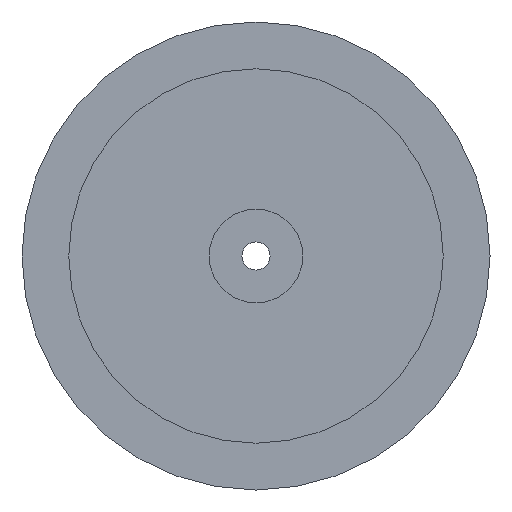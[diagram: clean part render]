
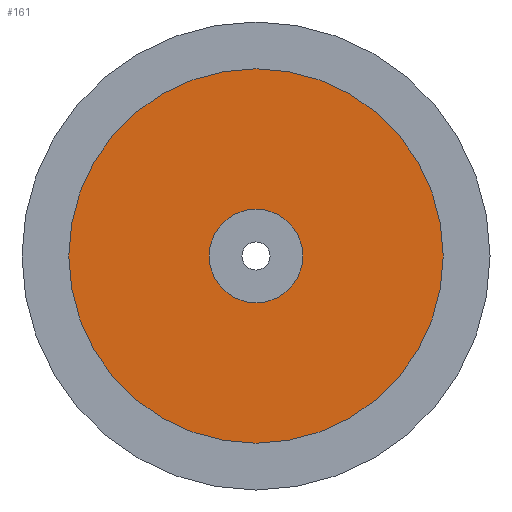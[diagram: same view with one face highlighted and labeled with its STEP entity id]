
A CAD part, front view. The second image highlights one B-rep face of the part: STEP entity #161.
In plain terms, the highlighted planar face has unit normal (0, -1, 0).
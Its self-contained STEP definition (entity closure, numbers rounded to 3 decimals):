
#18=FACE_BOUND('',#51,.T.);
#24=PLANE('',#197);
#35=FACE_OUTER_BOUND('',#50,.T.);
#50=EDGE_LOOP('',(#137));
#51=EDGE_LOOP('',(#138));
#74=CIRCLE('',#188,10.);
#78=CIRCLE('',#196,40.);
#86=VERTEX_POINT('',#276);
#90=VERTEX_POINT('',#290);
#101=EDGE_CURVE('',#86,#86,#74,.T.);
#107=EDGE_CURVE('',#90,#90,#78,.T.);
#137=ORIENTED_EDGE('',*,*,#107,.F.);
#138=ORIENTED_EDGE('',*,*,#101,.T.);
#161=ADVANCED_FACE('',(#35,#18),#24,.T.);
#188=AXIS2_PLACEMENT_3D('',#278,#226,#227);
#196=AXIS2_PLACEMENT_3D('',#292,#244,#245);
#197=AXIS2_PLACEMENT_3D('',#293,#246,#247);
#226=DIRECTION('center_axis',(0.,1.,0.));
#227=DIRECTION('ref_axis',(1.,0.,0.));
#244=DIRECTION('center_axis',(0.,1.,0.));
#245=DIRECTION('ref_axis',(1.,0.,0.));
#246=DIRECTION('center_axis',(0.,-1.,0.));
#247=DIRECTION('ref_axis',(1.,0.,0.));
#276=CARTESIAN_POINT('',(-10.,-2.5,0.));
#278=CARTESIAN_POINT('Origin',(0.,-2.5,0.));
#290=CARTESIAN_POINT('',(-40.,-2.5,0.));
#292=CARTESIAN_POINT('Origin',(0.,-2.5,0.));
#293=CARTESIAN_POINT('Origin',(0.,-2.5,0.));
